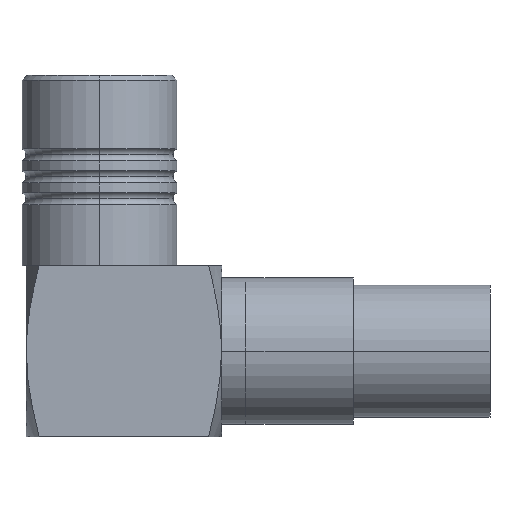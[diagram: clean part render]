
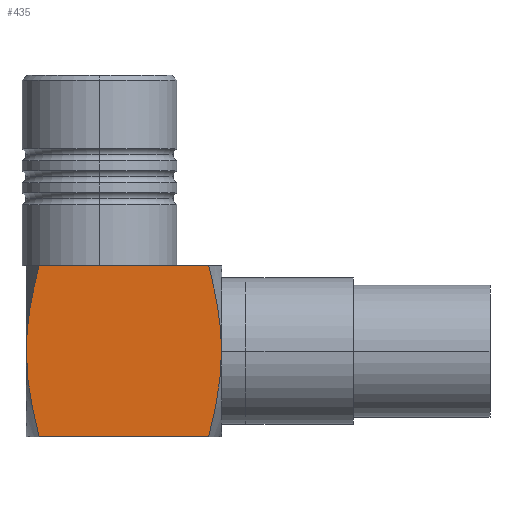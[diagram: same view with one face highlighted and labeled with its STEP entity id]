
A CAD part, left-side view. The second image highlights one B-rep face of the part: STEP entity #435.
In plain terms, the highlighted planar face has unit normal (-1, 0, 0).
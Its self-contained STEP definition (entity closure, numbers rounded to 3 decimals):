
#36 = CARTESIAN_POINT ( 'NONE',  ( -3.5, -4.472, -5.6 ) ) ;
#39 = CARTESIAN_POINT ( 'NONE',  ( -3.5, 2.472, -5.6 ) ) ;
#58 = LINE ( 'NONE', #2709, #3594 ) ;
#74 = VERTEX_POINT ( 'NONE', #39 ) ;
#86 = VECTOR ( 'NONE', #1505, 1000. ) ;
#164 = CARTESIAN_POINT ( 'NONE',  ( -3.5, 3., -1.512 ) ) ;
#217 = ORIENTED_EDGE ( 'NONE', *, *, #2268, .T. ) ;
#275 = VERTEX_POINT ( 'NONE', #3413 ) ;
#334 = DIRECTION ( 'NONE',  ( 0., -1., 0. ) ) ;
#435 = ADVANCED_FACE ( 'NONE', ( #3817 ), #1837, .F. ) ;
#502 = CARTESIAN_POINT ( 'NONE',  ( -3.5, 2.472, 1.4 ) ) ;
#587 = CARTESIAN_POINT ( 'NONE',  ( -3.5, -5., -2.1 ) ) ;
#729 = CARTESIAN_POINT ( 'NONE',  ( -3.5, 2.751, -4.45 ) ) ;
#843 = CARTESIAN_POINT ( 'NONE',  ( -3.5, 2.621, 0.824 ) ) ;
#850 = CARTESIAN_POINT ( 'NONE',  ( -3.5, -4.472, -5.6 ) ) ;
#918 = EDGE_LOOP ( 'NONE', ( #2328, #3442, #2762, #217, #4204, #3275 ) ) ;
#966 = VERTEX_POINT ( 'NONE', #2318 ) ;
#996 = CARTESIAN_POINT ( 'NONE',  ( -3.5, -5., -2.685 ) ) ;
#1232 = CARTESIAN_POINT ( 'NONE',  ( -3.5, -4.944, -0.927 ) ) ;
#1354 = B_SPLINE_CURVE_WITH_KNOTS ( 'NONE', 3,
 ( #502, #843, #3756, #1795, #164, #3394 ),
 .UNSPECIFIED., .F., .F.,
 ( 4, 2, 4 ),
 ( 0.004, 0.005, 0.007 ),
 .UNSPECIFIED. ) ;
#1486 = CARTESIAN_POINT ( 'NONE',  ( -3.5, 3., -5.6 ) ) ;
#1505 = DIRECTION ( 'NONE',  ( 0., -1., 0. ) ) ;
#1513 = CARTESIAN_POINT ( 'NONE',  ( -3.5, 2.472, 1.4 ) ) ;
#1605 = CARTESIAN_POINT ( 'NONE',  ( -3.5, -5., -2.1 ) ) ;
#1715 = CARTESIAN_POINT ( 'NONE',  ( -3.5, -4.944, -3.273 ) ) ;
#1795 = CARTESIAN_POINT ( 'NONE',  ( -3.5, 2.944, -0.927 ) ) ;
#1815 = DIRECTION ( 'NONE',  ( 1., 0., 0. ) ) ;
#1837 = PLANE ( 'NONE',  #2871 ) ;
#1841 = CARTESIAN_POINT ( 'NONE',  ( -3.5, -5., -1.512 ) ) ;
#1926 = CARTESIAN_POINT ( 'NONE',  ( -3.5, -4.753, 0.24 ) ) ;
#1961 = EDGE_CURVE ( 'NONE', #74, #3383, #4112, .T. ) ;
#2268 = EDGE_CURVE ( 'NONE', #275, #74, #3830, .T. ) ;
#2318 = CARTESIAN_POINT ( 'NONE',  ( -3.5, -4.472, 1.4 ) ) ;
#2328 = ORIENTED_EDGE ( 'NONE', *, *, #3806, .F. ) ;
#2387 = CARTESIAN_POINT ( 'NONE',  ( -3.5, 2.944, -3.273 ) ) ;
#2459 = EDGE_CURVE ( 'NONE', #3813, #966, #58, .T. ) ;
#2502 = CARTESIAN_POINT ( 'NONE',  ( -3.5, 3., 1.4 ) ) ;
#2643 = EDGE_CURVE ( 'NONE', #3813, #275, #1354, .T. ) ;
#2699 = CARTESIAN_POINT ( 'NONE',  ( -3.5, 2.472, -5.6 ) ) ;
#2709 = CARTESIAN_POINT ( 'NONE',  ( -3.5, 3., 1.4 ) ) ;
#2762 = ORIENTED_EDGE ( 'NONE', *, *, #2643, .T. ) ;
#2871 = AXIS2_PLACEMENT_3D ( 'NONE', #2502, #1815, #3178 ) ;
#2881 = CARTESIAN_POINT ( 'NONE',  ( -3.5, -4.621, 0.824 ) ) ;
#3023 = CARTESIAN_POINT ( 'NONE',  ( -3.5, 3., -2.1 ) ) ;
#3036 = CARTESIAN_POINT ( 'NONE',  ( -3.5, -4.751, -4.45 ) ) ;
#3178 = DIRECTION ( 'NONE',  ( 0., -1., 0. ) ) ;
#3275 = ORIENTED_EDGE ( 'NONE', *, *, #3516, .F. ) ;
#3309 = B_SPLINE_CURVE_WITH_KNOTS ( 'NONE', 3,
 ( #3333, #996, #1715, #3036, #3657, #36 ),
 .UNSPECIFIED., .F., .F.,
 ( 4, 2, 4 ),
 ( 0.007, 0.009, 0.011 ),
 .UNSPECIFIED. ) ;
#3333 = CARTESIAN_POINT ( 'NONE',  ( -3.5, -5., -2.1 ) ) ;
#3383 = VERTEX_POINT ( 'NONE', #850 ) ;
#3384 = CARTESIAN_POINT ( 'NONE',  ( -3.5, 2.62, -5.028 ) ) ;
#3394 = CARTESIAN_POINT ( 'NONE',  ( -3.5, 3., -2.1 ) ) ;
#3413 = CARTESIAN_POINT ( 'NONE',  ( -3.5, 3., -2.1 ) ) ;
#3442 = ORIENTED_EDGE ( 'NONE', *, *, #2459, .F. ) ;
#3516 = EDGE_CURVE ( 'NONE', #4068, #3383, #3309, .T. ) ;
#3548 = CARTESIAN_POINT ( 'NONE',  ( -3.5, -4.472, 1.4 ) ) ;
#3594 = VECTOR ( 'NONE', #334, 1000. ) ;
#3657 = CARTESIAN_POINT ( 'NONE',  ( -3.5, -4.62, -5.027 ) ) ;
#3756 = CARTESIAN_POINT ( 'NONE',  ( -3.5, 2.753, 0.24 ) ) ;
#3806 = EDGE_CURVE ( 'NONE', #966, #4068, #3914, .T. ) ;
#3813 = VERTEX_POINT ( 'NONE', #1513 ) ;
#3817 = FACE_OUTER_BOUND ( 'NONE', #918, .T. ) ;
#3830 = B_SPLINE_CURVE_WITH_KNOTS ( 'NONE', 3,
 ( #3023, #4023, #2387, #729, #3384, #2699 ),
 .UNSPECIFIED., .F., .F.,
 ( 4, 2, 4 ),
 ( 0.007, 0.009, 0.011 ),
 .UNSPECIFIED. ) ;
#3914 = B_SPLINE_CURVE_WITH_KNOTS ( 'NONE', 3,
 ( #3548, #2881, #1926, #1232, #1841, #587 ),
 .UNSPECIFIED., .F., .F.,
 ( 4, 2, 4 ),
 ( 0.004, 0.005, 0.007 ),
 .UNSPECIFIED. ) ;
#4023 = CARTESIAN_POINT ( 'NONE',  ( -3.5, 3., -2.685 ) ) ;
#4068 = VERTEX_POINT ( 'NONE', #1605 ) ;
#4112 = LINE ( 'NONE', #1486, #86 ) ;
#4204 = ORIENTED_EDGE ( 'NONE', *, *, #1961, .T. ) ;
